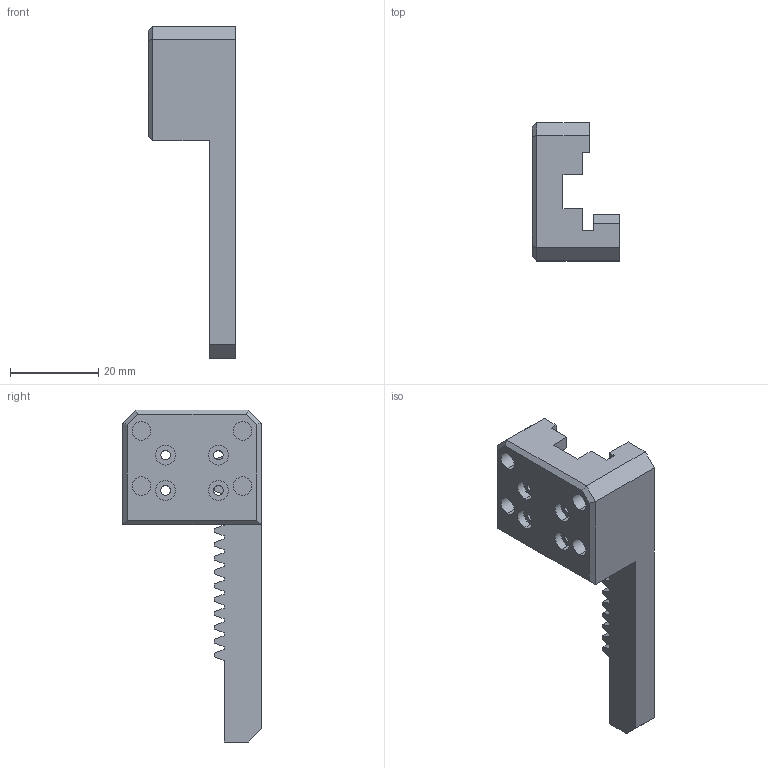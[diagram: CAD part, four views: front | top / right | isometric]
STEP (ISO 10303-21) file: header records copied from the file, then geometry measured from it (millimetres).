
FILE_DESCRIPTION (( 'STEP AP214' ), '1' );
FILE_NAME ('linear_track.STEP', '2025-01-20T12:14:28', ( '' ), ( '' ), 'SwSTEP 2.0', 'SolidWorks 2020', '' );
FILE_SCHEMA (( 'AUTOMOTIVE_DESIGN' ));
Length unit declared in the file: millimetre
Products named in the file (1): linear_track
Bounding box: 19.9 x 31.4 x 75.34 mm (x, y, z)
Volume: 10278.6 mm3; surface area: 6379.1 mm2
Topology: 1 solids, 1 shells, 137 faces, 372 edges, 246 vertices
Faces by surface type: plane 113, cylinder 24
Entity records: 4316 total; most frequent: CARTESIAN_POINT 756, ORIENTED_EDGE 744, DIRECTION 696, EDGE_CURVE 372, VECTOR 324, LINE 324, VERTEX_POINT 246, AXIS2_PLACEMENT_3D 186
